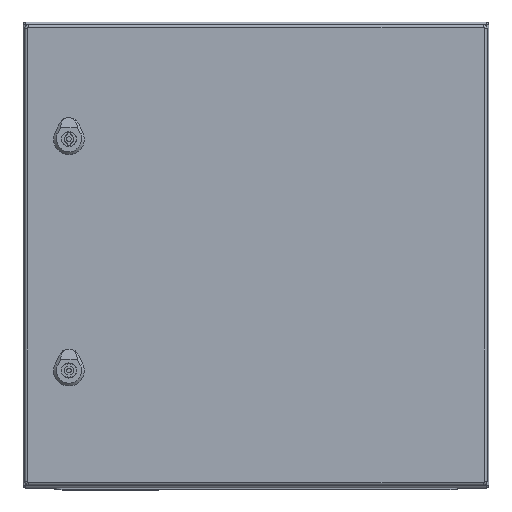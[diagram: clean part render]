
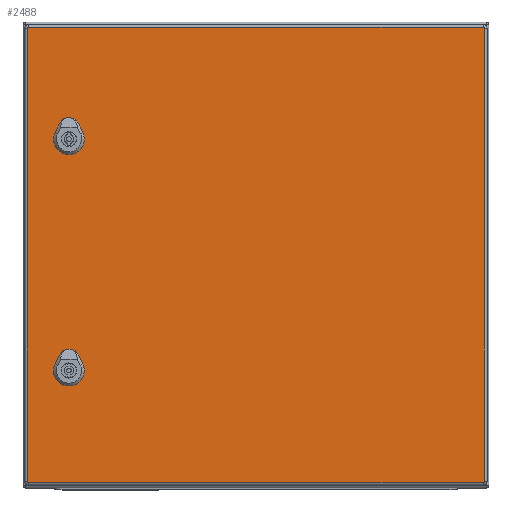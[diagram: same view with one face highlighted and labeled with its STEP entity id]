
A CAD part, top view. The second image highlights one B-rep face of the part: STEP entity #2488.
In plain terms, the highlighted face is planar.
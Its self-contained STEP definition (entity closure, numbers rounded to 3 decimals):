
#1479=FACE_BOUND('',#3781,.T.);
#1480=FACE_BOUND('',#3782,.T.);
#1481=FACE_BOUND('',#3783,.T.);
#2063=CIRCLE('',#10291,1.4);
#2064=CIRCLE('',#10292,1.4);
#2065=CIRCLE('',#10293,1.4);
#2066=CIRCLE('',#10294,1.4);
#2067=CIRCLE('',#10295,11.25);
#2068=CIRCLE('',#10296,11.25);
#2069=CIRCLE('',#10297,11.25);
#2070=CIRCLE('',#10298,11.25);
#2071=CIRCLE('',#10299,11.25);
#2072=CIRCLE('',#10300,11.25);
#2073=CIRCLE('',#10301,11.25);
#2074=CIRCLE('',#10302,11.25);
#2488=ADVANCED_FACE('',(#1479,#1480,#1481),#2797,.F.);
#2797=PLANE('',#10303);
#3781=EDGE_LOOP('',(#5323,#5324,#5325,#5326,#5327,#5328,#5329,#5330));
#3782=EDGE_LOOP('',(#5331,#5332,#5333,#5334,#5335,#5336,#5337,#5338));
#3783=EDGE_LOOP('',(#5339,#5340,#5341,#5342,#5343,#5344,#5345,#5346));
#5323=ORIENTED_EDGE('',*,*,#7919,.F.);
#5324=ORIENTED_EDGE('',*,*,#7920,.F.);
#5325=ORIENTED_EDGE('',*,*,#7921,.F.);
#5326=ORIENTED_EDGE('',*,*,#7922,.F.);
#5327=ORIENTED_EDGE('',*,*,#7923,.F.);
#5328=ORIENTED_EDGE('',*,*,#7924,.F.);
#5329=ORIENTED_EDGE('',*,*,#7925,.F.);
#5330=ORIENTED_EDGE('',*,*,#7926,.F.);
#5331=ORIENTED_EDGE('',*,*,#7927,.T.);
#5332=ORIENTED_EDGE('',*,*,#7928,.T.);
#5333=ORIENTED_EDGE('',*,*,#7929,.T.);
#5334=ORIENTED_EDGE('',*,*,#7930,.T.);
#5335=ORIENTED_EDGE('',*,*,#7931,.T.);
#5336=ORIENTED_EDGE('',*,*,#7932,.T.);
#5337=ORIENTED_EDGE('',*,*,#7933,.T.);
#5338=ORIENTED_EDGE('',*,*,#7934,.T.);
#5339=ORIENTED_EDGE('',*,*,#7935,.F.);
#5340=ORIENTED_EDGE('',*,*,#7936,.F.);
#5341=ORIENTED_EDGE('',*,*,#7937,.F.);
#5342=ORIENTED_EDGE('',*,*,#7938,.F.);
#5343=ORIENTED_EDGE('',*,*,#7939,.F.);
#5344=ORIENTED_EDGE('',*,*,#7940,.F.);
#5345=ORIENTED_EDGE('',*,*,#7941,.F.);
#5346=ORIENTED_EDGE('',*,*,#7942,.F.);
#6931=VERTEX_POINT('',#15178);
#6932=VERTEX_POINT('',#15179);
#6933=VERTEX_POINT('',#15181);
#6934=VERTEX_POINT('',#15183);
#6935=VERTEX_POINT('',#15185);
#6936=VERTEX_POINT('',#15187);
#6937=VERTEX_POINT('',#15189);
#6938=VERTEX_POINT('',#15191);
#6939=VERTEX_POINT('',#15194);
#6940=VERTEX_POINT('',#15195);
#6941=VERTEX_POINT('',#15197);
#6942=VERTEX_POINT('',#15199);
#6943=VERTEX_POINT('',#15201);
#6944=VERTEX_POINT('',#15203);
#6945=VERTEX_POINT('',#15205);
#6946=VERTEX_POINT('',#15207);
#6947=VERTEX_POINT('',#15210);
#6948=VERTEX_POINT('',#15211);
#6949=VERTEX_POINT('',#15213);
#6950=VERTEX_POINT('',#15215);
#6951=VERTEX_POINT('',#15217);
#6952=VERTEX_POINT('',#15219);
#6953=VERTEX_POINT('',#15221);
#6954=VERTEX_POINT('',#15223);
#7919=EDGE_CURVE('',#6931,#6932,#2063,.T.);
#7920=EDGE_CURVE('',#6933,#6931,#8741,.T.);
#7921=EDGE_CURVE('',#6934,#6933,#2064,.T.);
#7922=EDGE_CURVE('',#6935,#6934,#8742,.T.);
#7923=EDGE_CURVE('',#6936,#6935,#2065,.T.);
#7924=EDGE_CURVE('',#6937,#6936,#8743,.T.);
#7925=EDGE_CURVE('',#6938,#6937,#2066,.T.);
#7926=EDGE_CURVE('',#6932,#6938,#8744,.T.);
#7927=EDGE_CURVE('',#6939,#6940,#8745,.T.);
#7928=EDGE_CURVE('',#6940,#6941,#2067,.T.);
#7929=EDGE_CURVE('',#6941,#6942,#8746,.T.);
#7930=EDGE_CURVE('',#6942,#6943,#2068,.T.);
#7931=EDGE_CURVE('',#6943,#6944,#8747,.T.);
#7932=EDGE_CURVE('',#6944,#6945,#2069,.T.);
#7933=EDGE_CURVE('',#6945,#6946,#8748,.T.);
#7934=EDGE_CURVE('',#6946,#6939,#2070,.T.);
#7935=EDGE_CURVE('',#6947,#6948,#2071,.T.);
#7936=EDGE_CURVE('',#6949,#6947,#8749,.T.);
#7937=EDGE_CURVE('',#6950,#6949,#2072,.T.);
#7938=EDGE_CURVE('',#6951,#6950,#8750,.T.);
#7939=EDGE_CURVE('',#6952,#6951,#2073,.T.);
#7940=EDGE_CURVE('',#6953,#6952,#8751,.T.);
#7941=EDGE_CURVE('',#6954,#6953,#2074,.T.);
#7942=EDGE_CURVE('',#6948,#6954,#8752,.T.);
#8741=LINE('',#15180,#9391);
#8742=LINE('',#15184,#9392);
#8743=LINE('',#15188,#9393);
#8744=LINE('',#15192,#9394);
#8745=LINE('',#15193,#9395);
#8746=LINE('',#15198,#9396);
#8747=LINE('',#15202,#9397);
#8748=LINE('',#15206,#9398);
#8749=LINE('',#15212,#9399);
#8750=LINE('',#15216,#9400);
#8751=LINE('',#15220,#9401);
#8752=LINE('',#15224,#9402);
#9391=VECTOR('',#12243,1.);
#9392=VECTOR('',#12246,1.);
#9393=VECTOR('',#12249,1.);
#9394=VECTOR('',#12252,1.);
#9395=VECTOR('',#12253,1.);
#9396=VECTOR('',#12256,1.);
#9397=VECTOR('',#12259,1.);
#9398=VECTOR('',#12262,1.);
#9399=VECTOR('',#12267,1.);
#9400=VECTOR('',#12270,1.);
#9401=VECTOR('',#12273,1.);
#9402=VECTOR('',#12276,1.);
#10291=AXIS2_PLACEMENT_3D('',#15177,#12241,#12242);
#10292=AXIS2_PLACEMENT_3D('',#15182,#12244,#12245);
#10293=AXIS2_PLACEMENT_3D('',#15186,#12247,#12248);
#10294=AXIS2_PLACEMENT_3D('',#15190,#12250,#12251);
#10295=AXIS2_PLACEMENT_3D('',#15196,#12254,#12255);
#10296=AXIS2_PLACEMENT_3D('',#15200,#12257,#12258);
#10297=AXIS2_PLACEMENT_3D('',#15204,#12260,#12261);
#10298=AXIS2_PLACEMENT_3D('',#15208,#12263,#12264);
#10299=AXIS2_PLACEMENT_3D('',#15209,#12265,#12266);
#10300=AXIS2_PLACEMENT_3D('',#15214,#12268,#12269);
#10301=AXIS2_PLACEMENT_3D('',#15218,#12271,#12272);
#10302=AXIS2_PLACEMENT_3D('',#15222,#12274,#12275);
#10303=AXIS2_PLACEMENT_3D('',#15225,#12277,#12278);
#12241=DIRECTION('',(0.,0.,1.));
#12242=DIRECTION('',(1.,0.,0.));
#12243=DIRECTION('',(0.,-1.,0.));
#12244=DIRECTION('',(0.,0.,1.));
#12245=DIRECTION('',(1.,0.,0.));
#12246=DIRECTION('',(-1.,0.,0.));
#12247=DIRECTION('',(0.,0.,1.));
#12248=DIRECTION('',(1.,0.,0.));
#12249=DIRECTION('',(0.,1.,0.));
#12250=DIRECTION('',(0.,0.,1.));
#12251=DIRECTION('',(1.,0.,0.));
#12252=DIRECTION('',(1.,0.,0.));
#12253=DIRECTION('',(-1.,0.,0.));
#12254=DIRECTION('',(0.,0.,1.));
#12255=DIRECTION('',(1.,0.,0.));
#12256=DIRECTION('',(0.,-1.,0.));
#12257=DIRECTION('',(0.,0.,1.));
#12258=DIRECTION('',(1.,0.,0.));
#12259=DIRECTION('',(1.,0.,0.));
#12260=DIRECTION('',(0.,0.,1.));
#12261=DIRECTION('',(1.,0.,0.));
#12262=DIRECTION('',(0.,1.,0.));
#12263=DIRECTION('',(0.,0.,1.));
#12264=DIRECTION('',(1.,0.,0.));
#12265=DIRECTION('',(0.,0.,-1.));
#12266=DIRECTION('',(1.,0.,0.));
#12267=DIRECTION('',(-1.,0.,0.));
#12268=DIRECTION('',(0.,0.,-1.));
#12269=DIRECTION('',(1.,0.,0.));
#12270=DIRECTION('',(0.,-1.,0.));
#12271=DIRECTION('',(0.,0.,-1.));
#12272=DIRECTION('',(1.,0.,0.));
#12273=DIRECTION('',(1.,0.,0.));
#12274=DIRECTION('',(0.,0.,-1.));
#12275=DIRECTION('',(1.,0.,0.));
#12276=DIRECTION('',(0.,1.,0.));
#12277=DIRECTION('',(0.,0.,1.));
#12278=DIRECTION('',(1.,0.,0.));
#15177=CARTESIAN_POINT('',(-243.95,-243.,0.));
#15178=CARTESIAN_POINT('',(-245.35,-243.,0.));
#15179=CARTESIAN_POINT('',(-243.95,-244.4,0.));
#15180=CARTESIAN_POINT('',(-245.35,243.,0.));
#15181=CARTESIAN_POINT('',(-245.35,243.,0.));
#15182=CARTESIAN_POINT('',(-243.95,243.,0.));
#15183=CARTESIAN_POINT('',(-243.95,244.4,0.));
#15184=CARTESIAN_POINT('',(243.95,244.4,0.));
#15185=CARTESIAN_POINT('',(243.95,244.4,0.));
#15186=CARTESIAN_POINT('',(243.95,243.,0.));
#15187=CARTESIAN_POINT('',(245.35,243.,0.));
#15188=CARTESIAN_POINT('',(245.35,-243.,0.));
#15189=CARTESIAN_POINT('',(245.35,-243.,0.));
#15190=CARTESIAN_POINT('',(243.95,-243.,0.));
#15191=CARTESIAN_POINT('',(243.95,-244.4,0.));
#15192=CARTESIAN_POINT('',(-243.95,-244.4,0.));
#15193=CARTESIAN_POINT('',(-243.95,134.4,0.));
#15194=CARTESIAN_POINT('',(205.396,134.4,0.));
#15195=CARTESIAN_POINT('',(195.904,134.4,0.));
#15196=CARTESIAN_POINT('',(200.65,124.2,0.));
#15197=CARTESIAN_POINT('',(190.45,128.946,0.));
#15198=CARTESIAN_POINT('',(190.45,243.,0.));
#15199=CARTESIAN_POINT('',(190.45,119.454,0.));
#15200=CARTESIAN_POINT('',(200.65,124.2,0.));
#15201=CARTESIAN_POINT('',(195.904,114.,0.));
#15202=CARTESIAN_POINT('',(-243.95,114.,0.));
#15203=CARTESIAN_POINT('',(205.396,114.,0.));
#15204=CARTESIAN_POINT('',(200.65,124.2,0.));
#15205=CARTESIAN_POINT('',(210.85,119.454,0.));
#15206=CARTESIAN_POINT('',(210.85,243.,0.));
#15207=CARTESIAN_POINT('',(210.85,128.946,0.));
#15208=CARTESIAN_POINT('',(200.65,124.2,0.));
#15209=CARTESIAN_POINT('',(200.65,-124.2,0.));
#15210=CARTESIAN_POINT('',(195.904,-134.4,0.));
#15211=CARTESIAN_POINT('',(190.45,-128.946,0.));
#15212=CARTESIAN_POINT('',(-243.95,-134.4,0.));
#15213=CARTESIAN_POINT('',(205.396,-134.4,0.));
#15214=CARTESIAN_POINT('',(200.65,-124.2,0.));
#15215=CARTESIAN_POINT('',(210.85,-128.946,0.));
#15216=CARTESIAN_POINT('',(210.85,243.,0.));
#15217=CARTESIAN_POINT('',(210.85,-119.454,0.));
#15218=CARTESIAN_POINT('',(200.65,-124.2,0.));
#15219=CARTESIAN_POINT('',(205.396,-114.,0.));
#15220=CARTESIAN_POINT('',(-243.95,-114.,0.));
#15221=CARTESIAN_POINT('',(195.904,-114.,0.));
#15222=CARTESIAN_POINT('',(200.65,-124.2,0.));
#15223=CARTESIAN_POINT('',(190.45,-119.454,0.));
#15224=CARTESIAN_POINT('',(190.45,243.,0.));
#15225=CARTESIAN_POINT('',(-243.95,243.,0.));
